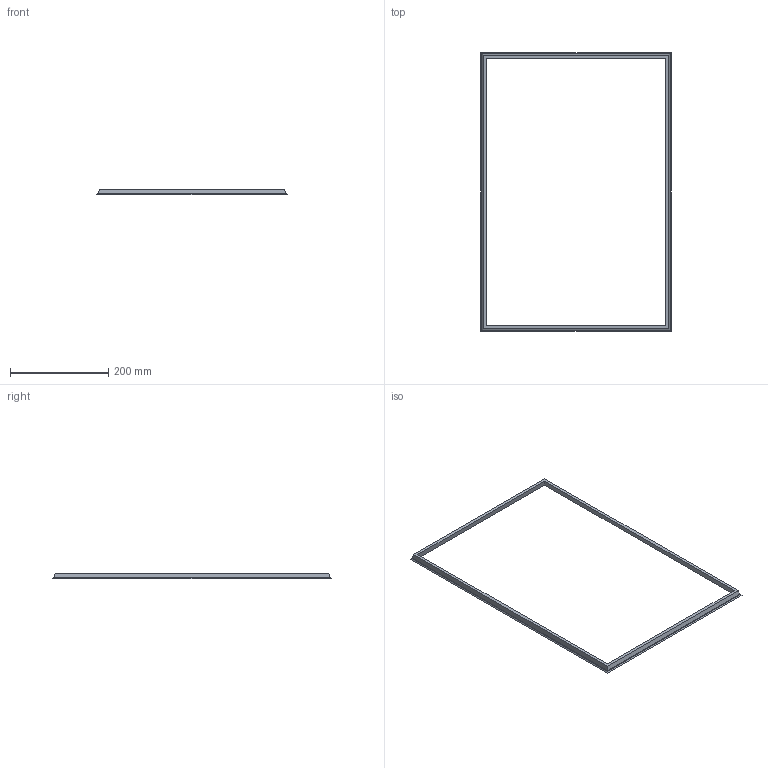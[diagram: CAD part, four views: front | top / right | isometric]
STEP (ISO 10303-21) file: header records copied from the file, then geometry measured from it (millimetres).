
FILE_DESCRIPTION (( 'STEP AP214' ), '1' );
FILE_NAME ('3353-4060-00-88.step', '2024-01-10T13:37:01', ( '' ), ( '' ), 'SwSTEP 2.0', 'SolidWorks 2019', '' );
FILE_SCHEMA (( 'AUTOMOTIVE_DESIGN' ));
Length unit declared in the file: millimetre
Products named in the file (1): 3353-4060-00-88
Bounding box: 387.85 x 567.85 x 12 mm (x, y, z)
Volume: 148615.1 mm3; surface area: 78232.5 mm2
Topology: 1 solids, 1 shells, 15 faces, 36 edges, 24 vertices
Faces by surface type: plane 15
Entity records: 468 total; most frequent: CARTESIAN_POINT 76, ORIENTED_EDGE 72, DIRECTION 68, VECTOR 36, EDGE_CURVE 36, LINE 36, VERTEX_POINT 24, EDGE_LOOP 18
